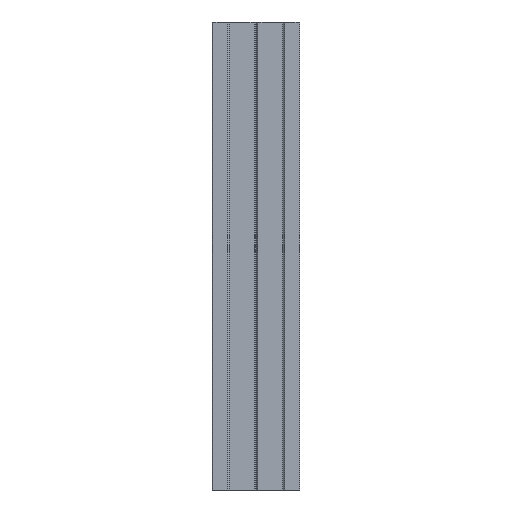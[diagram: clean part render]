
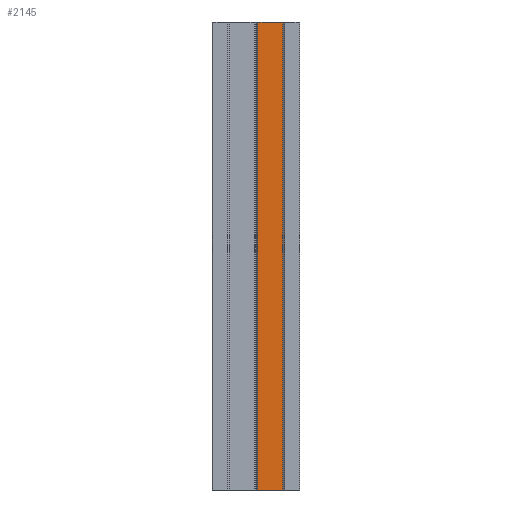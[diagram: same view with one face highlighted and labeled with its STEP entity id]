
A CAD part, front view. The second image highlights one B-rep face of the part: STEP entity #2145.
In plain terms, the highlighted planar face has unit normal (0, -1, 0).
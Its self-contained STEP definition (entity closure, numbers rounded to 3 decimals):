
#167=CARTESIAN_POINT('',(14.617,3.6,0.));
#605=DIRECTION('',(-1.,0.,0.));
#606=VECTOR('',#605,9.483);
#607=CARTESIAN_POINT('',(24.1,3.6,0.));
#608=LINE('',#607,#606);
#612=DIRECTION('',(0.,0.,-1.));
#613=VECTOR('',#612,150.);
#614=CARTESIAN_POINT('',(24.1,3.6,150.));
#615=LINE('',#614,#613);
#626=DIRECTION('',(0.,0.,-1.));
#627=VECTOR('',#626,150.);
#628=CARTESIAN_POINT('',(14.617,3.6,150.));
#629=LINE('',#628,#627);
#1123=DIRECTION('',(-1.,0.,0.));
#1124=VECTOR('',#1123,9.483);
#1125=CARTESIAN_POINT('',(24.1,3.6,150.));
#1126=LINE('',#1125,#1124);
#1399=VERTEX_POINT('',#167);
#1400=CARTESIAN_POINT('',(24.1,3.6,0.));
#1401=VERTEX_POINT('',#1400);
#1522=CARTESIAN_POINT('',(24.1,3.6,150.));
#1523=VERTEX_POINT('',#1522);
#1524=CARTESIAN_POINT('',(14.617,3.6,150.));
#1525=VERTEX_POINT('',#1524);
#2132=CARTESIAN_POINT('',(14.619,3.6,0.));
#2133=DIRECTION('',(0.,-1.,0.));
#2134=DIRECTION('',(1.,0.,0.));
#2135=AXIS2_PLACEMENT_3D('',#2132,#2133,#2134);
#2136=PLANE('',#2135);
#2137=ORIENTED_EDGE('',*,*,#1643,.T.);
#2139=ORIENTED_EDGE('',*,*,#2138,.F.);
#2141=ORIENTED_EDGE('',*,*,#2140,.F.);
#2142=ORIENTED_EDGE('',*,*,#2124,.T.);
#2143=EDGE_LOOP('',(#2137,#2139,#2141,#2142));
#2144=FACE_OUTER_BOUND('',#2143,.F.);
#2145=ADVANCED_FACE('',(#2144),#2136,.T.);
#1643=EDGE_CURVE('',#1401,#1399,#608,.T.);
#2124=EDGE_CURVE('',#1523,#1401,#615,.T.);
#2138=EDGE_CURVE('',#1525,#1399,#629,.T.);
#2140=EDGE_CURVE('',#1523,#1525,#1126,.T.);
